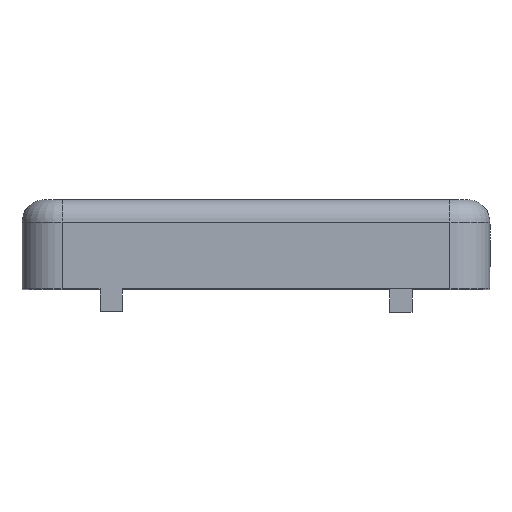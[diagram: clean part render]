
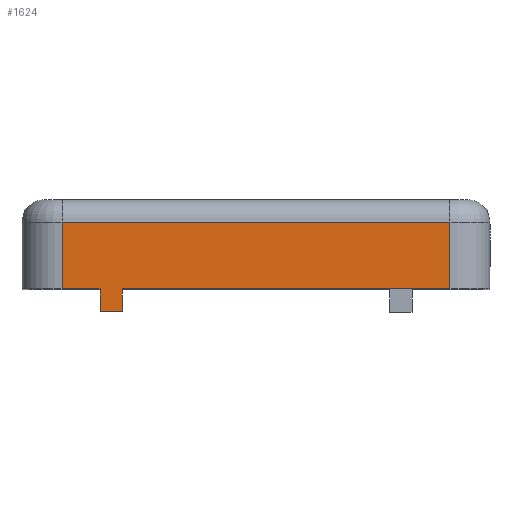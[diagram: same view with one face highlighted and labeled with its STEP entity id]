
A CAD part, top view. The second image highlights one B-rep face of the part: STEP entity #1624.
In plain terms, the highlighted planar face has unit normal (0, 0, 1).
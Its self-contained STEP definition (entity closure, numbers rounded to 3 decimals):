
#109 = CARTESIAN_POINT ( 'NONE',  ( 8.7, -1., 12.5 ) ) ;
#164 = CARTESIAN_POINT ( 'NONE',  ( -7., -5., 12.5 ) ) ;
#167 = CARTESIAN_POINT ( 'NONE',  ( -8.7, 0., 12.5 ) ) ;
#198 = DIRECTION ( 'NONE',  ( 1., 0., 0. ) ) ;
#253 = VECTOR ( 'NONE', #198, 1000. ) ;
#303 = CARTESIAN_POINT ( 'NONE',  ( -8.7, -1., 12.5 ) ) ;
#347 = LINE ( 'NONE', #1939, #2198 ) ;
#496 = CARTESIAN_POINT ( 'NONE',  ( 8.7, -4., 12.5 ) ) ;
#519 = EDGE_CURVE ( 'NONE', #2194, #1219, #1318, .T. ) ;
#574 = DIRECTION ( 'NONE',  ( 0., 1., 0. ) ) ;
#728 = LINE ( 'NONE', #2381, #2464 ) ;
#755 = CARTESIAN_POINT ( 'NONE',  ( 8.7, 0., 12.5 ) ) ;
#758 = DIRECTION ( 'NONE',  ( 1., 0., 0. ) ) ;
#829 = CARTESIAN_POINT ( 'NONE',  ( -7., -5., 12.5 ) ) ;
#902 = EDGE_CURVE ( 'NONE', #2518, #2650, #1124, .T. ) ;
#949 = VECTOR ( 'NONE', #1025, 1000. ) ;
#989 = ORIENTED_EDGE ( 'NONE', *, *, #2244, .F. ) ;
#1002 = EDGE_CURVE ( 'NONE', #2518, #2742, #347, .T. ) ;
#1025 = DIRECTION ( 'NONE',  ( -1., 0., 0. ) ) ;
#1089 = EDGE_LOOP ( 'NONE', ( #2351, #2551, #989, #2778, #2445, #1593, #1971, #2143 ) ) ;
#1124 = LINE ( 'NONE', #2028, #1721 ) ;
#1219 = VERTEX_POINT ( 'NONE', #496 ) ;
#1272 = DIRECTION ( 'NONE',  ( 0., -1., 0. ) ) ;
#1318 = LINE ( 'NONE', #2109, #253 ) ;
#1425 = CARTESIAN_POINT ( 'NONE',  ( -8.7, -4., 12.5 ) ) ;
#1437 = VECTOR ( 'NONE', #1769, 1000. ) ;
#1593 = ORIENTED_EDGE ( 'NONE', *, *, #2623, .F. ) ;
#1624 = ADVANCED_FACE ( 'NONE', ( #2024 ), #1664, .T. ) ;
#1634 = CARTESIAN_POINT ( 'NONE',  ( -7., -4., 12.5 ) ) ;
#1664 = PLANE ( 'NONE',  #2427 ) ;
#1721 = VECTOR ( 'NONE', #758, 1000. ) ;
#1754 = CARTESIAN_POINT ( 'NONE',  ( -6., -5., 12.5 ) ) ;
#1769 = DIRECTION ( 'NONE',  ( 1., 0., 0. ) ) ;
#1939 = CARTESIAN_POINT ( 'NONE',  ( -8.7, 0., 12.5 ) ) ;
#1962 = CARTESIAN_POINT ( 'NONE',  ( -8.7, -4., 12.5 ) ) ;
#1971 = ORIENTED_EDGE ( 'NONE', *, *, #902, .F. ) ;
#2024 = FACE_OUTER_BOUND ( 'NONE', #1089, .T. ) ;
#2028 = CARTESIAN_POINT ( 'NONE',  ( -8.7, -1., 12.5 ) ) ;
#2075 = LINE ( 'NONE', #1962, #1437 ) ;
#2109 = CARTESIAN_POINT ( 'NONE',  ( -8.7, -4., 12.5 ) ) ;
#2143 = ORIENTED_EDGE ( 'NONE', *, *, #1002, .T. ) ;
#2194 = VERTEX_POINT ( 'NONE', #2318 ) ;
#2198 = VECTOR ( 'NONE', #1272, 1000. ) ;
#2214 = CARTESIAN_POINT ( 'NONE',  ( -7., -5., 12.5 ) ) ;
#2223 = VERTEX_POINT ( 'NONE', #1634 ) ;
#2231 = EDGE_CURVE ( 'NONE', #2580, #2223, #2641, .T. ) ;
#2244 = EDGE_CURVE ( 'NONE', #2494, #2580, #2435, .T. ) ;
#2318 = CARTESIAN_POINT ( 'NONE',  ( -6., -4., 12.5 ) ) ;
#2351 = ORIENTED_EDGE ( 'NONE', *, *, #2367, .T. ) ;
#2353 = DIRECTION ( 'NONE',  ( 1., 0., 0. ) ) ;
#2367 = EDGE_CURVE ( 'NONE', #2742, #2223, #2075, .T. ) ;
#2381 = CARTESIAN_POINT ( 'NONE',  ( -6., -5., 12.5 ) ) ;
#2427 = AXIS2_PLACEMENT_3D ( 'NONE', #167, #2792, #2353 ) ;
#2435 = LINE ( 'NONE', #164, #949 ) ;
#2445 = ORIENTED_EDGE ( 'NONE', *, *, #519, .T. ) ;
#2457 = EDGE_CURVE ( 'NONE', #2494, #2194, #728, .T. ) ;
#2464 = VECTOR ( 'NONE', #2626, 1000. ) ;
#2494 = VERTEX_POINT ( 'NONE', #1754 ) ;
#2505 = DIRECTION ( 'NONE',  ( 0., -1., 0. ) ) ;
#2518 = VERTEX_POINT ( 'NONE', #303 ) ;
#2530 = VECTOR ( 'NONE', #2505, 1000. ) ;
#2551 = ORIENTED_EDGE ( 'NONE', *, *, #2231, .F. ) ;
#2580 = VERTEX_POINT ( 'NONE', #2214 ) ;
#2598 = LINE ( 'NONE', #755, #2530 ) ;
#2600 = VECTOR ( 'NONE', #574, 1000. ) ;
#2623 = EDGE_CURVE ( 'NONE', #2650, #1219, #2598, .T. ) ;
#2626 = DIRECTION ( 'NONE',  ( 0., 1., 0. ) ) ;
#2641 = LINE ( 'NONE', #829, #2600 ) ;
#2650 = VERTEX_POINT ( 'NONE', #109 ) ;
#2742 = VERTEX_POINT ( 'NONE', #1425 ) ;
#2778 = ORIENTED_EDGE ( 'NONE', *, *, #2457, .T. ) ;
#2792 = DIRECTION ( 'NONE',  ( 0., 0., 1. ) ) ;
